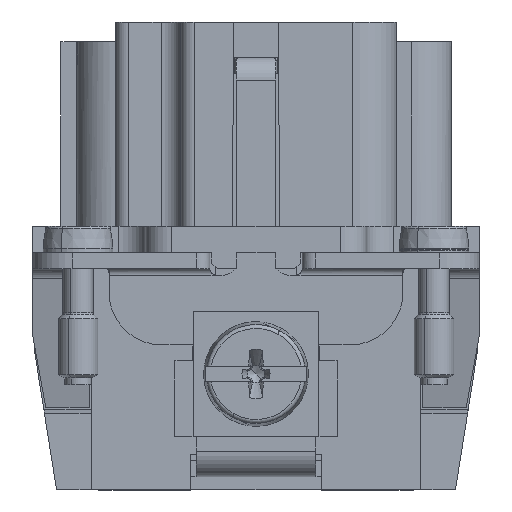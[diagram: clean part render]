
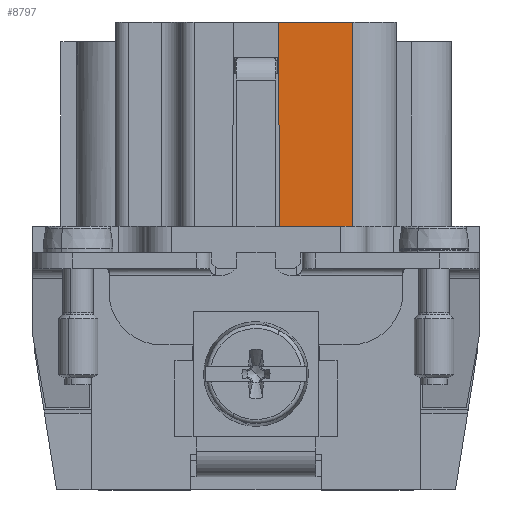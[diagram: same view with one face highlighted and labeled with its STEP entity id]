
A CAD part, front view. The second image highlights one B-rep face of the part: STEP entity #8797.
In plain terms, the highlighted planar face has unit normal (0, -1, 0).
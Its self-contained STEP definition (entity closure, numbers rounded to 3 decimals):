
#8768=AXIS2_PLACEMENT_3D('Plane Axis2P3D',#8765,#8766,#8767) ;
#5711=CARTESIAN_POINT('Vertex',(24.3,9.6,20.)) ;
#5714=CARTESIAN_POINT('Line Origine',(22.625,9.6,20.)) ;
#5718=CARTESIAN_POINT('Vertex',(20.95,9.6,20.)) ;
#5721=CARTESIAN_POINT('Line Origine',(19.856,9.6,20.)) ;
#5725=CARTESIAN_POINT('Vertex',(18.762,9.6,20.)) ;
#8746=CARTESIAN_POINT('Line Origine',(24.3,9.6,27.75)) ;
#8750=CARTESIAN_POINT('Vertex',(24.3,9.6,35.5)) ;
#8765=CARTESIAN_POINT('Axis2P3D Location',(12.95,9.6,20.)) ;
#8770=CARTESIAN_POINT('Line Origine',(22.625,9.6,35.5)) ;
#8774=CARTESIAN_POINT('Vertex',(20.95,9.6,35.5)) ;
#8777=CARTESIAN_POINT('Line Origine',(19.788,9.6,35.5)) ;
#8781=CARTESIAN_POINT('Vertex',(18.626,9.6,35.5)) ;
#8784=CARTESIAN_POINT('Line Origine',(18.694,9.6,27.75)) ;
#5715=DIRECTION('Vector Direction',(1.,0.,0.)) ;
#5722=DIRECTION('Vector Direction',(-1.,0.,0.)) ;
#8747=DIRECTION('Vector Direction',(0.,0.,1.)) ;
#8766=DIRECTION('Axis2P3D Direction',(0.,1.,0.)) ;
#8767=DIRECTION('Axis2P3D XDirection',(-1.,0.,0.)) ;
#8771=DIRECTION('Vector Direction',(1.,0.,0.)) ;
#8778=DIRECTION('Vector Direction',(-1.,0.,0.)) ;
#8785=DIRECTION('Vector Direction',(0.009,0.,-1.)) ;
#5716=VECTOR('Line Direction',#5715,1.) ;
#5723=VECTOR('Line Direction',#5722,1.) ;
#8748=VECTOR('Line Direction',#8747,1.) ;
#8772=VECTOR('Line Direction',#8771,1.) ;
#8779=VECTOR('Line Direction',#8778,1.) ;
#8786=VECTOR('Line Direction',#8785,1.) ;
#8790=ORIENTED_EDGE('',*,*,#8776,.F.) ;
#8791=ORIENTED_EDGE('',*,*,#8783,.T.) ;
#8792=ORIENTED_EDGE('',*,*,#8788,.T.) ;
#8793=ORIENTED_EDGE('',*,*,#5727,.F.) ;
#8794=ORIENTED_EDGE('',*,*,#5720,.T.) ;
#8795=ORIENTED_EDGE('',*,*,#8752,.T.) ;
#8797=ADVANCED_FACE('Hauptk\X2\00F6\X0\rper',(#8796),#8769,.F.) ;
#5720=EDGE_CURVE('',#5719,#5712,#5717,.T.) ;
#5727=EDGE_CURVE('',#5719,#5726,#5724,.T.) ;
#8752=EDGE_CURVE('',#5712,#8751,#8749,.T.) ;
#8776=EDGE_CURVE('',#8775,#8751,#8773,.T.) ;
#8783=EDGE_CURVE('',#8775,#8782,#8780,.T.) ;
#8788=EDGE_CURVE('',#8782,#5726,#8787,.T.) ;
#8789=EDGE_LOOP('',(#8790,#8791,#8792,#8793,#8794,#8795)) ;
#8796=FACE_OUTER_BOUND('',#8789,.T.) ;
#5717=LINE('Line',#5714,#5716) ;
#5724=LINE('Line',#5721,#5723) ;
#8749=LINE('Line',#8746,#8748) ;
#8773=LINE('Line',#8770,#8772) ;
#8780=LINE('Line',#8777,#8779) ;
#8787=LINE('Line',#8784,#8786) ;
#8769=PLANE('',#8768) ;
#5712=VERTEX_POINT('',#5711) ;
#5719=VERTEX_POINT('',#5718) ;
#5726=VERTEX_POINT('',#5725) ;
#8751=VERTEX_POINT('',#8750) ;
#8775=VERTEX_POINT('',#8774) ;
#8782=VERTEX_POINT('',#8781) ;
